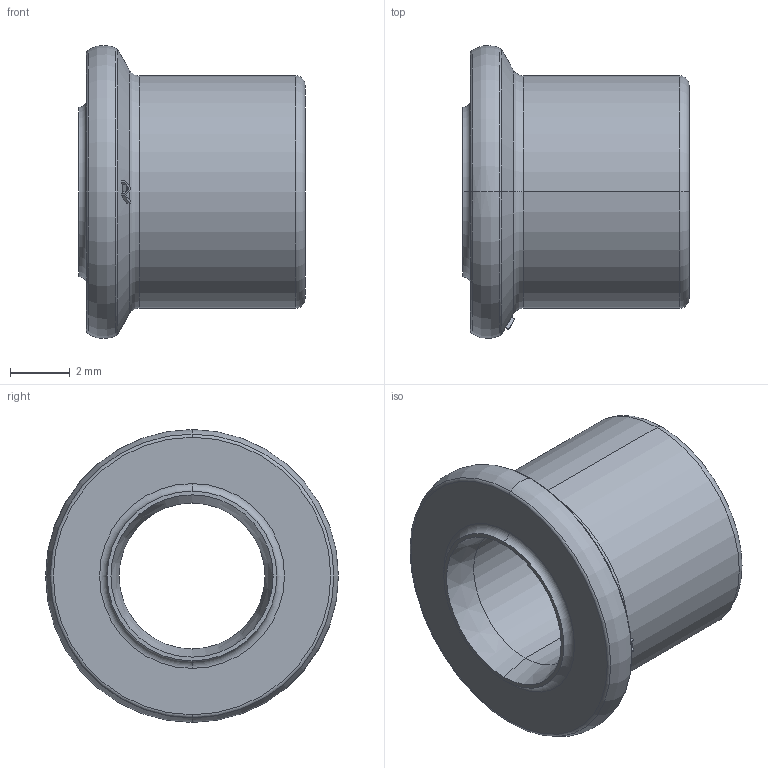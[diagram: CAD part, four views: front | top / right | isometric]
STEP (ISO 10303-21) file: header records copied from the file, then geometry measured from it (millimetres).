
FILE_DESCRIPTION (( 'STEP AP214' ), '1' );
FILE_NAME ('01981-70600.STEP', '2022-07-20T07:16:29', ( '' ), ( '' ), 'SwSTEP 2.0', 'SolidWorks 2018', '' );
FILE_SCHEMA (( 'AUTOMOTIVE_DESIGN' ));
Length unit declared in the file: inch
Products named in the file (1): 01981-70600
Bounding box: 7.59 x 9.84 x 9.84 mm (x, y, z)
Volume: 246.1 mm3; surface area: 396.6 mm2
Topology: 1 solids, 1 shells, 38 faces, 85 edges, 52 vertices
Faces by surface type: plane 16, torus 12, cone 6, cylinder 4
Entity records: 1125 total; most frequent: CARTESIAN_POINT 254, DIRECTION 175, ORIENTED_EDGE 170, EDGE_CURVE 85, AXIS2_PLACEMENT_3D 77, VERTEX_POINT 52, EDGE_LOOP 43, ADVANCED_FACE 38
